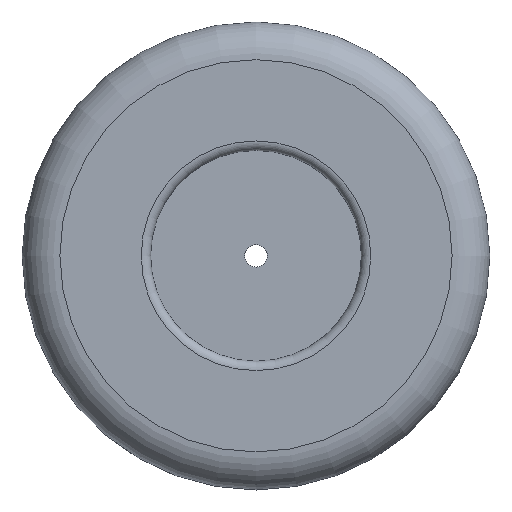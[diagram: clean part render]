
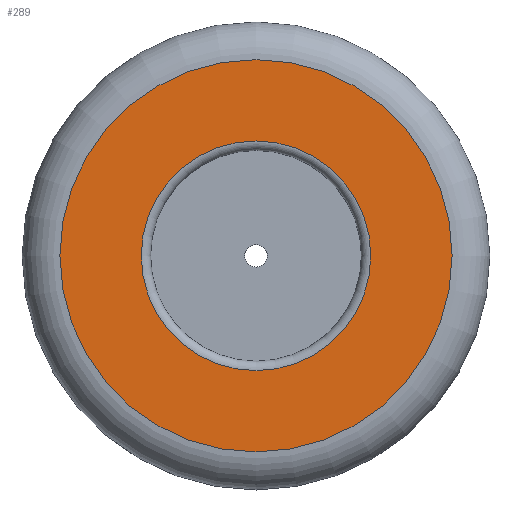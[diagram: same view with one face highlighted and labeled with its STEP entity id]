
A CAD part, top view. The second image highlights one B-rep face of the part: STEP entity #289.
In plain terms, the highlighted planar face has unit normal (0, 0, 1).
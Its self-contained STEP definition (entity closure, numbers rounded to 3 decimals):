
#19=FACE_BOUND('',#65,.T.);
#24=PLANE('',#333);
#44=FACE_OUTER_BOUND('',#64,.T.);
#64=EDGE_LOOP('',(#225));
#65=EDGE_LOOP('',(#226));
#132=CIRCLE('',#328,30.44);
#136=CIRCLE('',#334,52.);
#147=VERTEX_POINT('',#466);
#150=VERTEX_POINT('',#476);
#174=EDGE_CURVE('',#147,#147,#132,.T.);
#179=EDGE_CURVE('',#150,#150,#136,.T.);
#225=ORIENTED_EDGE('',*,*,#179,.F.);
#226=ORIENTED_EDGE('',*,*,#174,.F.);
#289=ADVANCED_FACE('',(#44,#19),#24,.T.);
#328=AXIS2_PLACEMENT_3D('',#467,#379,#380);
#333=AXIS2_PLACEMENT_3D('',#475,#390,#391);
#334=AXIS2_PLACEMENT_3D('',#477,#392,#393);
#379=DIRECTION('center_axis',(0.,0.,1.));
#380=DIRECTION('ref_axis',(-1.,0.,0.));
#390=DIRECTION('center_axis',(0.,0.,1.));
#391=DIRECTION('ref_axis',(1.,0.,0.));
#392=DIRECTION('center_axis',(0.,0.,-1.));
#393=DIRECTION('ref_axis',(1.,0.,0.));
#466=CARTESIAN_POINT('',(30.44,0.,65.));
#467=CARTESIAN_POINT('Origin',(0.,0.,65.));
#475=CARTESIAN_POINT('Origin',(0.,0.,65.));
#476=CARTESIAN_POINT('',(-52.,0.,65.));
#477=CARTESIAN_POINT('Origin',(0.,0.,65.));
